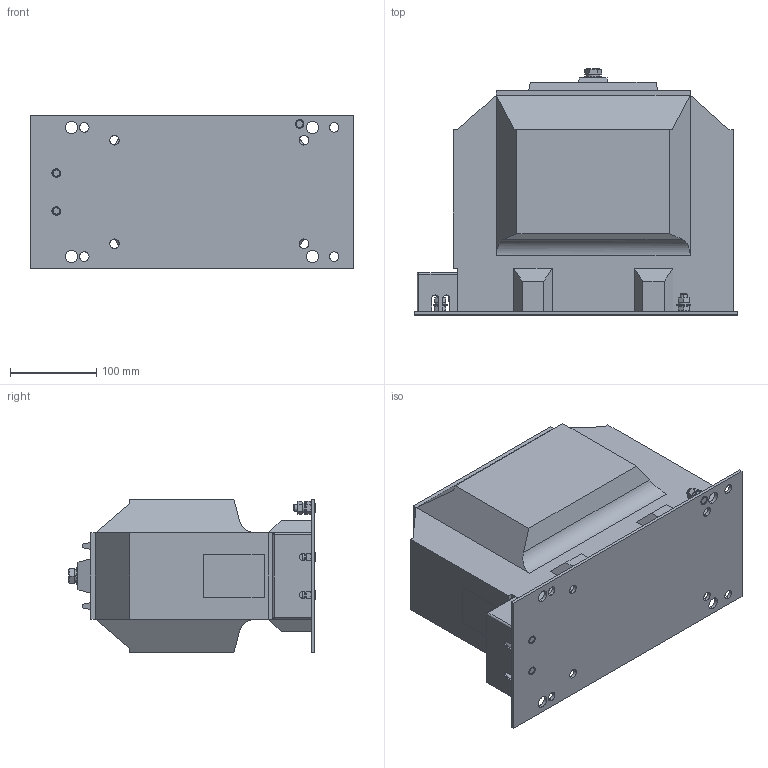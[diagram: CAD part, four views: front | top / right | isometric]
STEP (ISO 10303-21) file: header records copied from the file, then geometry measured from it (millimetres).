
FILE_DESCRIPTION (( 'STEP AP214' ), '1' );
FILE_NAME ('ﾍﾈﾎﾋ-ﾑﾒ-3-1ﾌ_ﾍﾈﾎﾋ-ﾑﾒ-6-1ﾌ_ﾍﾈﾎﾋ-ﾑﾒ-10-1ﾌ .STEP', '2023-08-10T18:24:46', ( '' ), ( '' ), 'SwSTEP 2.0', 'SolidWorks 2019', '' );
FILE_SCHEMA (( 'AUTOMOTIVE_DESIGN' ));
Length unit declared in the file: millimetre
Products named in the file (1): ﾍﾈﾎﾋ-ﾑﾒ-3-1ﾌ_ﾍﾈﾎﾋ-ﾑﾒ-6-1ﾌ_ﾍﾈﾎﾋ-ﾑﾒ-10-1ﾌ 
Bounding box: 375 x 286.5 x 178 mm (x, y, z)
Volume: 10741686.1 mm3; surface area: 424163.4 mm2
Topology: 32 solids, 32 shells, 877 faces, 2249 edges, 1466 vertices
Faces by surface type: plane 489, cylinder 181, cone 113, bspline 72, torus 16, sphere 6
Entity records: 40049 total; most frequent: CARTESIAN_POINT 9093, ORIENTED_EDGE 4486, DIRECTION 4099, EDGE_CURVE 2243, VERTEX_POINT 1466, AXIS2_PLACEMENT_3D 1428, LINE 1243, VECTOR 1243
